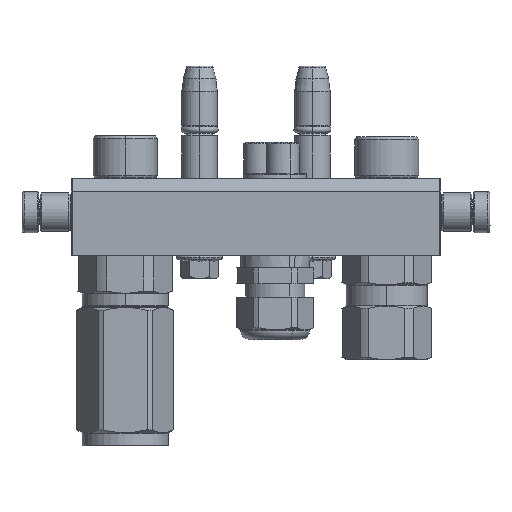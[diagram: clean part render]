
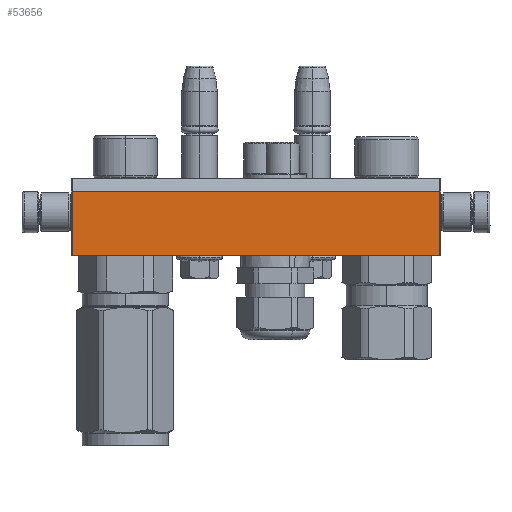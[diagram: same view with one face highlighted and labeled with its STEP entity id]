
A CAD part, left-side view. The second image highlights one B-rep face of the part: STEP entity #53656.
In plain terms, the highlighted face is planar.
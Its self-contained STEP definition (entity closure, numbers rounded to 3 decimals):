
#599 = VECTOR ( 'NONE', #9360, 1000. ) ;
#4246 = DIRECTION ( 'NONE',  ( -1., 0., 0. ) ) ;
#5881 = ORIENTED_EDGE ( 'NONE', *, *, #60534, .F. ) ;
#8683 = ORIENTED_EDGE ( 'NONE', *, *, #23009, .T. ) ;
#9088 = CARTESIAN_POINT ( 'NONE',  ( 0.5, 5., -90. ) ) ;
#9360 = DIRECTION ( 'NONE',  ( 0., 1., 0. ) ) ;
#12411 = CARTESIAN_POINT ( 'NONE',  ( 143.5, 30., -90. ) ) ;
#12636 = DIRECTION ( 'NONE',  ( -1., 0., 0. ) ) ;
#17589 = VERTEX_POINT ( 'NONE', #52997 ) ;
#18705 = LINE ( 'NONE', #12411, #50322 ) ;
#23009 = EDGE_CURVE ( 'NONE', #54052, #28245, #37668, .T. ) ;
#25359 = DIRECTION ( 'NONE',  ( 0., 1., 0. ) ) ;
#28245 = VERTEX_POINT ( 'NONE', #39769 ) ;
#28414 = CARTESIAN_POINT ( 'NONE',  ( 143.5, 5., -90. ) ) ;
#29175 = VERTEX_POINT ( 'NONE', #68051 ) ;
#29376 = VECTOR ( 'NONE', #12636, 1000. ) ;
#30318 = ORIENTED_EDGE ( 'NONE', *, *, #93751, .T. ) ;
#32617 = CARTESIAN_POINT ( 'NONE',  ( 0.5, 5., -90. ) ) ;
#37668 = LINE ( 'NONE', #32617, #69333 ) ;
#39769 = CARTESIAN_POINT ( 'NONE',  ( 0.5, 30., -90. ) ) ;
#41260 = LINE ( 'NONE', #52582, #599 ) ;
#50224 = EDGE_CURVE ( 'NONE', #17589, #28245, #18705, .T. ) ;
#50322 = VECTOR ( 'NONE', #4246, 1000. ) ;
#52582 = CARTESIAN_POINT ( 'NONE',  ( 143.5, 5., -90. ) ) ;
#52997 = CARTESIAN_POINT ( 'NONE',  ( 143.5, 30., -90. ) ) ;
#53656 = ADVANCED_FACE ( 'NONE', ( #73293 ), #68576, .T. ) ;
#53722 = DIRECTION ( 'NONE',  ( 0., 0., -1. ) ) ;
#54052 = VERTEX_POINT ( 'NONE', #9088 ) ;
#60534 = EDGE_CURVE ( 'NONE', #29175, #17589, #41260, .T. ) ;
#68051 = CARTESIAN_POINT ( 'NONE',  ( 143.5, 5., -90. ) ) ;
#68576 = PLANE ( 'NONE',  #86123 ) ;
#69333 = VECTOR ( 'NONE', #25359, 1000. ) ;
#73293 = FACE_OUTER_BOUND ( 'NONE', #80040, .T. ) ;
#78000 = LINE ( 'NONE', #28414, #29376 ) ;
#80040 = EDGE_LOOP ( 'NONE', ( #87727, #5881, #30318, #8683 ) ) ;
#83716 = CARTESIAN_POINT ( 'NONE',  ( 144., 0., -90. ) ) ;
#86123 = AXIS2_PLACEMENT_3D ( 'NONE', #83716, #53722, #90979 ) ;
#87727 = ORIENTED_EDGE ( 'NONE', *, *, #50224, .F. ) ;
#90979 = DIRECTION ( 'NONE',  ( -1., 0., 0. ) ) ;
#93751 = EDGE_CURVE ( 'NONE', #29175, #54052, #78000, .T. ) ;
